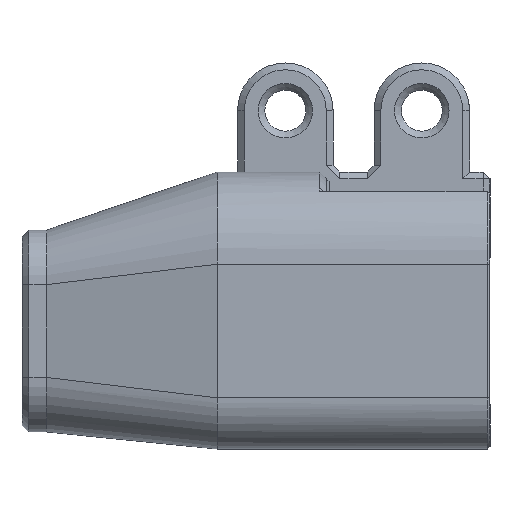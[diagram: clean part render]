
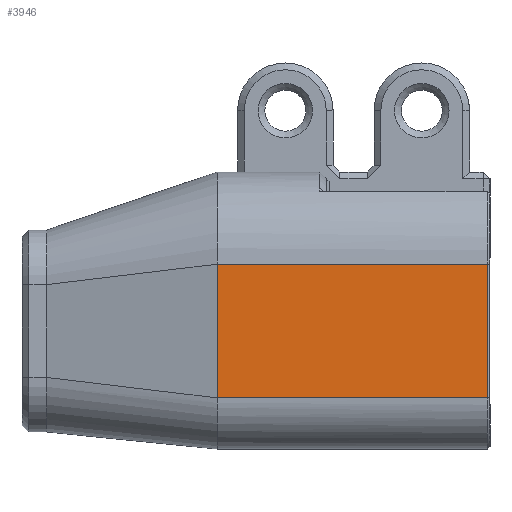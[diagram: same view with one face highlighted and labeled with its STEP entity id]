
A CAD part, left-side view. The second image highlights one B-rep face of the part: STEP entity #3946.
In plain terms, the highlighted planar face has unit normal (-1, 0, 0).
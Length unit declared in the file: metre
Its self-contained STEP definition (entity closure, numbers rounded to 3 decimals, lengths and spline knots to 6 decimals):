
#588=ORIENTED_EDGE('',*,*,#1682,.F.);
#589=ORIENTED_EDGE('',*,*,#1683,.T.);
#590=ORIENTED_EDGE('',*,*,#1677,.T.);
#591=ORIENTED_EDGE('',*,*,#1562,.F.);
#1562=EDGE_CURVE('',#2131,#2129,#2445,.T.);
#1677=EDGE_CURVE('',#2215,#2129,#2528,.T.);
#1682=EDGE_CURVE('',#2219,#2131,#2530,.T.);
#1683=EDGE_CURVE('',#2219,#2215,#2531,.T.);
#2129=VERTEX_POINT('',#6009);
#2131=VERTEX_POINT('',#6015);
#2215=VERTEX_POINT('',#6431);
#2219=VERTEX_POINT('',#6451);
#2445=LINE('',#6016,#2876);
#2528=LINE('',#6430,#2959);
#2530=LINE('',#6450,#2961);
#2531=LINE('',#6452,#2962);
#2876=VECTOR('',#4661,1.);
#2959=VECTOR('',#4860,1.);
#2961=VECTOR('',#4864,1.);
#2962=VECTOR('',#4865,1.);
#3254=EDGE_LOOP('',(#588,#589,#590,#591));
#3520=FACE_BOUND('',#3254,.T.);
#3755=PLANE('',#4252);
#3946=ADVANCED_FACE('',(#3520),#3755,.T.);
#4252=AXIS2_PLACEMENT_3D('',#6449,#4862,#4863);
#4661=DIRECTION('',(0.,0.,1.));
#4860=DIRECTION('',(0.,1.,0.));
#4862=DIRECTION('',(-1.,0.,0.));
#4863=DIRECTION('',(0.,0.,1.));
#4864=DIRECTION('',(0.,1.,0.));
#4865=DIRECTION('',(0.,0.,1.));
#6009=CARTESIAN_POINT('',(0.060369,-0.005424,0.01415));
#6015=CARTESIAN_POINT('',(0.06037,-0.005424,0.00435));
#6016=CARTESIAN_POINT('',(0.060369,-0.005424,0.00725));
#6430=CARTESIAN_POINT('',(0.060364,-0.025424,0.01415));
#6431=CARTESIAN_POINT('',(0.060364,-0.025224,0.01415));
#6449=CARTESIAN_POINT('',(0.060364,-0.025424,0.00725));
#6450=CARTESIAN_POINT('',(0.060364,-0.025424,0.00435));
#6451=CARTESIAN_POINT('',(0.060364,-0.025224,0.00435));
#6452=CARTESIAN_POINT('',(0.060364,-0.025224,0.01415));
